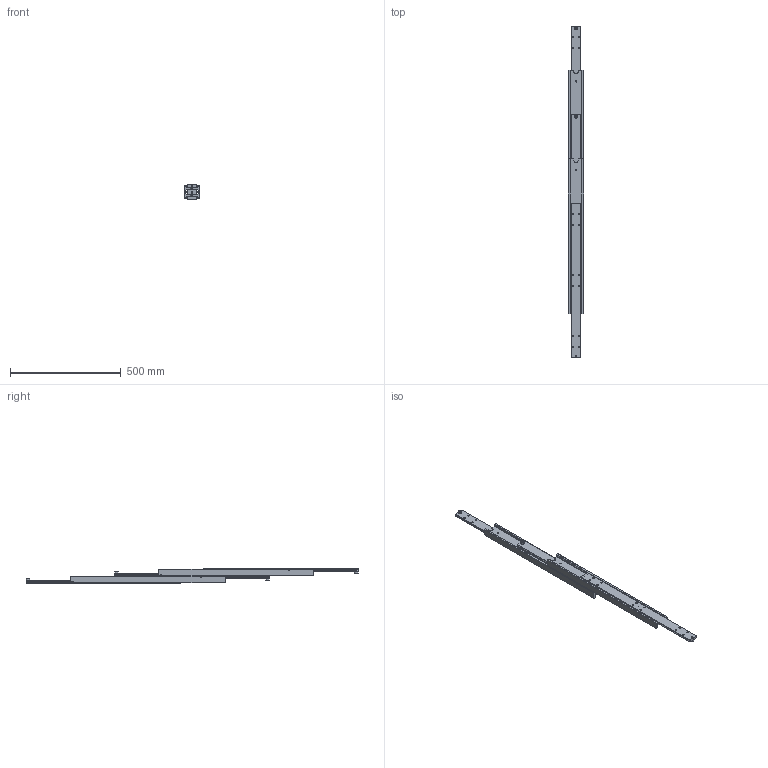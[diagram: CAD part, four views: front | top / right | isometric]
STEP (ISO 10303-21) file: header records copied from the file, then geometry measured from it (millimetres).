
FILE_DESCRIPTION((''),'2;1');
FILE_NAME('DDTS-70 700.stp','2021-04-19T14:42:07',(''),(''),'Mechanical Desktop 2006','Mechanical Desktop 2006',', , ');
FILE_SCHEMA(('CONFIG_CONTROL_DESIGN'));
Length unit declared in the file: millimetre
Products named in the file (4): DDTS-70 B; MAIN PROFILE; MIDDLE SEGM2; OUTER BEAM
Assembly tree (5 placements, depth 2):
  DDTS-70 B
    MAIN PROFILE  x2
    MIDDLE SEGM2
    OUTER BEAM  x2
Bounding box: 70 x 1500 x 64 mm (x, y, z)
Volume: 2292236.5 mm3; surface area: 621059 mm2
Topology: 5 solids, 36 shells, 579 faces, 1577 edges, 1006 vertices
Faces by surface type: cylinder 218, plane 137, cone 112, torus 104, bspline 8
Entity records: 13964 total; most frequent: CARTESIAN_POINT 3381, DIRECTION 2385, ORIENTED_EDGE 2138, EDGE_CURVE 1069, AXIS2_PLACEMENT_3D 982, VERTEX_POINT 680, CIRCLE 582, EDGE_LOOP 435
